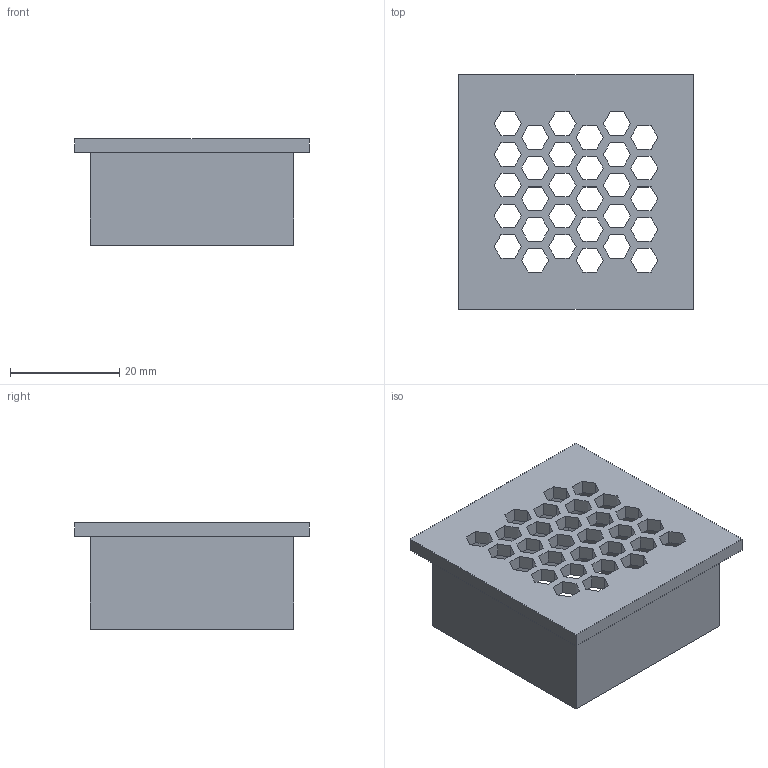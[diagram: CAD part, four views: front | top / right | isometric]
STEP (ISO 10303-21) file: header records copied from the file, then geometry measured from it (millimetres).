
FILE_DESCRIPTION(('FreeCAD Model'),'2;1');
FILE_NAME('adaptador_opc.step','2017-11-26T22:50:39',('Author'),(''), 'Open CASCADE STEP processor 6.8','FreeCAD','Unknown');
FILE_SCHEMA(('AUTOMOTIVE_DESIGN_CC2 { 1 2 10303 214 -1 1 5 4 }'));
Length unit declared in the file: millimetre
Products named in the file (1): Fillet
Bounding box: 43 x 43 x 19.5 mm (x, y, z)
Volume: 10861.4 mm3; surface area: 8844.3 mm2
Topology: 1 solids, 1 shells, 200 faces, 588 edges, 392 vertices
Faces by surface type: plane 196, cylinder 4
Entity records: 14323 total; most frequent: CARTESIAN_POINT 2393, DIRECTION 2168, LINE 1748, VECTOR 1748, ORIENTED_EDGE 1176, PCURVE 1176, DEFINITIONAL_REPRESENTATION 1176, EDGE_CURVE 588
